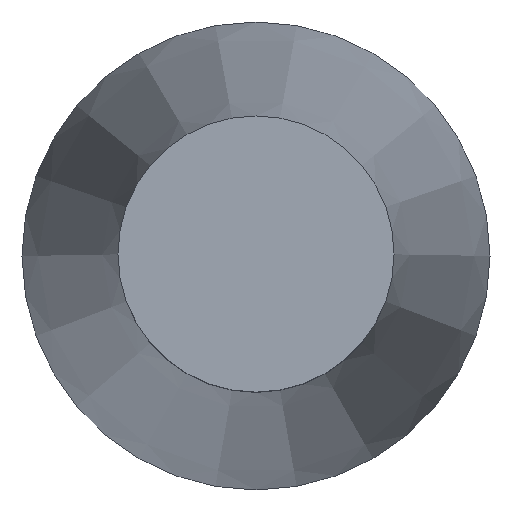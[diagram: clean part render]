
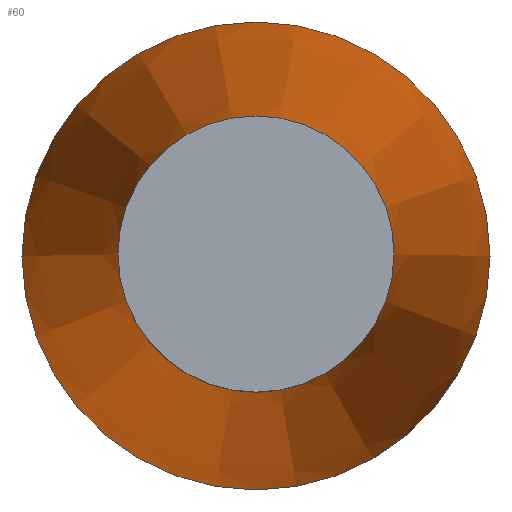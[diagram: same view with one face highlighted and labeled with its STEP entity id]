
A CAD part, top view. The second image highlights one B-rep face of the part: STEP entity #60.
In plain terms, the highlighted conical face has half-angle 5.852 degrees and reference radius 2.5 mm.
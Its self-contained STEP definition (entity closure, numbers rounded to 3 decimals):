
#15=CONICAL_SURFACE('',#82,2.5,0.102);
#21=FACE_OUTER_BOUND('',#25,.T.);
#25=EDGE_LOOP('',(#51,#52,#53,#54,#55));
#27=LINE('',#117,#29);
#29=VECTOR('',#102,2.5);
#31=CIRCLE('',#77,1.475);
#32=CIRCLE('',#78,1.475);
#33=CIRCLE('',#81,2.5);
#35=VERTEX_POINT('',#107);
#36=VERTEX_POINT('',#109);
#37=VERTEX_POINT('',#114);
#40=EDGE_CURVE('',#36,#35,#31,.T.);
#41=EDGE_CURVE('',#35,#36,#32,.T.);
#42=EDGE_CURVE('',#37,#37,#33,.T.);
#43=EDGE_CURVE('',#36,#37,#27,.T.);
#51=ORIENTED_EDGE('',*,*,#41,.T.);
#52=ORIENTED_EDGE('',*,*,#43,.T.);
#53=ORIENTED_EDGE('',*,*,#42,.T.);
#54=ORIENTED_EDGE('',*,*,#43,.F.);
#55=ORIENTED_EDGE('',*,*,#40,.T.);
#60=ADVANCED_FACE('',(#21),#15,.T.);
#77=AXIS2_PLACEMENT_3D('',#110,#90,#91);
#78=AXIS2_PLACEMENT_3D('',#111,#92,#93);
#81=AXIS2_PLACEMENT_3D('',#115,#98,#99);
#82=AXIS2_PLACEMENT_3D('',#116,#100,#101);
#90=DIRECTION('center_axis',(0.,0.,-1.));
#91=DIRECTION('ref_axis',(1.,0.,0.));
#92=DIRECTION('center_axis',(0.,0.,-1.));
#93=DIRECTION('ref_axis',(1.,0.,0.));
#98=DIRECTION('center_axis',(0.,0.,1.));
#99=DIRECTION('ref_axis',(1.,0.,0.));
#100=DIRECTION('center_axis',(0.,0.,-1.));
#101=DIRECTION('ref_axis',(1.,0.,0.));
#102=DIRECTION('',(-0.102,0.,-0.995));
#107=CARTESIAN_POINT('',(1.475,0.,10.));
#109=CARTESIAN_POINT('',(-1.475,0.,10.));
#110=CARTESIAN_POINT('Origin',(0.,0.,10.));
#111=CARTESIAN_POINT('Origin',(0.,0.,10.));
#114=CARTESIAN_POINT('',(-2.5,0.,0.));
#115=CARTESIAN_POINT('Origin',(0.,0.,0.));
#116=CARTESIAN_POINT('Origin',(0.,0.,0.));
#117=CARTESIAN_POINT('',(-2.5,0.,0.));
